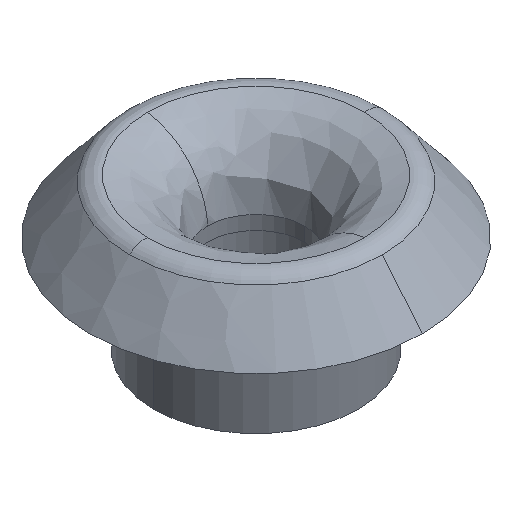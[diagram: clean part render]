
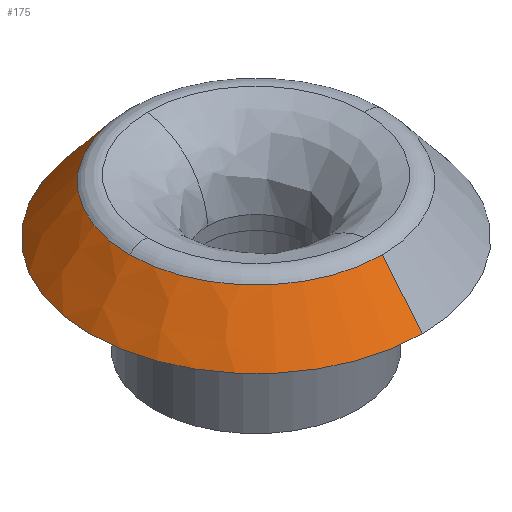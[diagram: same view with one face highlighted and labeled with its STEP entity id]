
A CAD part, isometric view. The second image highlights one B-rep face of the part: STEP entity #175.
In plain terms, the highlighted free-form (B-spline) face has degree [3, 3] with [4, 4] control points.
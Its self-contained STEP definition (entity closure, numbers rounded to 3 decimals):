
#12 = CARTESIAN_POINT ( 'NONE',  ( 0., 20.191, 123.996 ) ) ;
#15 = CARTESIAN_POINT ( 'NONE',  ( 0., 0., 126.016 ) ) ;
#16 = CARTESIAN_POINT ( 'NONE',  ( -44.205, -22.102, 121.654 ) ) ;
#22 = CARTESIAN_POINT ( 'NONE',  ( -47.893, 23.947, 119. ) ) ;
#31 = EDGE_CURVE ( 'NONE', #157, #289, #171, .T. ) ;
#52 = AXIS2_PLACEMENT_3D ( 'NONE', #163, #257, #113 ) ;
#68 = CARTESIAN_POINT ( 'NONE',  ( -36.445, 18.223, 126.016 ) ) ;
#70 = CARTESIAN_POINT ( 'NONE',  ( -44.205, 22.102, 121.654 ) ) ;
#113 = DIRECTION ( 'NONE',  ( 1., 0., 0. ) ) ;
#123 = EDGE_CURVE ( 'NONE', #594, #505, #325, .T. ) ;
#125 = CARTESIAN_POINT ( 'NONE',  ( -36.445, -18.223, 126.016 ) ) ;
#130 = CARTESIAN_POINT ( 'NONE',  ( 0., -23.947, 119. ) ) ;
#133 = CARTESIAN_POINT ( 'NONE',  ( 0., -18.223, 126.016 ) ) ;
#135 = CARTESIAN_POINT ( 'NONE',  ( 0., -22.102, 121.654 ) ) ;
#137 = CARTESIAN_POINT ( 'NONE',  ( 0., 23.947, 119. ) ) ;
#154 = CIRCLE ( 'NONE', #198, 18.223 ) ;
#156 = CARTESIAN_POINT ( 'NONE',  ( 0., 22.102, 121.654 ) ) ;
#157 = VERTEX_POINT ( 'NONE', #130 ) ;
#163 = CARTESIAN_POINT ( 'NONE',  ( 0., 0., 119. ) ) ;
#164 = ORIENTED_EDGE ( 'NONE', *, *, #219, .T. ) ;
#165 = CARTESIAN_POINT ( 'NONE',  ( -18.223, 0., 126.016 ) ) ;
#171 = CIRCLE ( 'NONE', #52, 23.947 ) ;
#175 = ADVANCED_FACE ( 'NONE', ( #635 ), #595, .F. ) ;
#198 = AXIS2_PLACEMENT_3D ( 'NONE', #15, #583, #476 ) ;
#219 = EDGE_CURVE ( 'NONE', #505, #241, #154, .T. ) ;
#221 = EDGE_LOOP ( 'NONE', ( #604, #273, #489, #164, #628 ) ) ;
#241 = VERTEX_POINT ( 'NONE', #638 ) ;
#257 = DIRECTION ( 'NONE',  ( 0., 0., -1. ) ) ;
#262 = CARTESIAN_POINT ( 'NONE',  ( 0., 0., 126.016 ) ) ;
#266 = CARTESIAN_POINT ( 'NONE',  ( 0., 23.947, 119. ) ) ;
#273 = ORIENTED_EDGE ( 'NONE', *, *, #590, .T. ) ;
#289 = VERTEX_POINT ( 'NONE', #137 ) ;
#297 = CARTESIAN_POINT ( 'NONE',  ( 0., 23.947, 119. ) ) ;
#313 = CARTESIAN_POINT ( 'NONE',  ( 0., -18.223, 126.016 ) ) ;
#325 = CIRCLE ( 'NONE', #584, 18.223 ) ;
#343 = CARTESIAN_POINT ( 'NONE',  ( 0., 18.223, 126.016 ) ) ;
#364 = CARTESIAN_POINT ( 'NONE',  ( 0., -20.191, 123.996 ) ) ;
#371 = CARTESIAN_POINT ( 'NONE',  ( 0., -18.223, 126.016 ) ) ;
#417 = CARTESIAN_POINT ( 'NONE',  ( -40.383, 20.191, 123.996 ) ) ;
#420 = CARTESIAN_POINT ( 'NONE',  ( 0., 22.102, 121.654 ) ) ;
#422 = DIRECTION ( 'NONE',  ( 0., 0., -1. ) ) ;
#427 = DIRECTION ( 'NONE',  ( 1., 0., 0. ) ) ;
#433 = EDGE_CURVE ( 'NONE', #289, #241, #469, .T. ) ;
#469 =( BOUNDED_CURVE ( )  B_SPLINE_CURVE ( 3, ( #297, #156, #500, #343 ),
 .UNSPECIFIED., .F., .F. ) 
 B_SPLINE_CURVE_WITH_KNOTS ( ( 4, 4 ),
 ( 5.761, 5.894 ),
 .UNSPECIFIED. ) 
 CURVE ( )  GEOMETRIC_REPRESENTATION_ITEM ( )  RATIONAL_B_SPLINE_CURVE ( ( 1., 0.999, 0.999, 1. ) ) 
 REPRESENTATION_ITEM ( '' )  );
#470 = CARTESIAN_POINT ( 'NONE',  ( -47.893, -23.947, 119. ) ) ;
#476 = DIRECTION ( 'NONE',  ( 1., 0., 0. ) ) ;
#489 = ORIENTED_EDGE ( 'NONE', *, *, #123, .T. ) ;
#500 = CARTESIAN_POINT ( 'NONE',  ( 0., 20.191, 123.996 ) ) ;
#505 = VERTEX_POINT ( 'NONE', #165 ) ;
#520 = CARTESIAN_POINT ( 'NONE',  ( 0., -23.947, 119. ) ) ;
#529 = CARTESIAN_POINT ( 'NONE',  ( 0., -23.947, 119. ) ) ;
#566 = CARTESIAN_POINT ( 'NONE',  ( 0., -22.102, 121.654 ) ) ;
#570 =( BOUNDED_CURVE ( )  B_SPLINE_CURVE ( 3, ( #520, #566, #633, #133 ),
 .UNSPECIFIED., .F., .T. ) 
 B_SPLINE_CURVE_WITH_KNOTS ( ( 4, 4 ),
 ( 5.761, 5.894 ),
 .UNSPECIFIED. ) 
 CURVE ( )  GEOMETRIC_REPRESENTATION_ITEM ( )  RATIONAL_B_SPLINE_CURVE ( ( 1., 0.999, 0.999, 1. ) ) 
 REPRESENTATION_ITEM ( '' )  );
#575 = CARTESIAN_POINT ( 'NONE',  ( -40.383, -20.191, 123.996 ) ) ;
#583 = DIRECTION ( 'NONE',  ( 0., 0., -1. ) ) ;
#584 = AXIS2_PLACEMENT_3D ( 'NONE', #262, #422, #427 ) ;
#590 = EDGE_CURVE ( 'NONE', #157, #594, #570, .T. ) ;
#594 = VERTEX_POINT ( 'NONE', #313 ) ;
#595 =( BOUNDED_SURFACE ( )  B_SPLINE_SURFACE ( 3, 3, ( 
 ( #266, #22, #470, #529 ),
 ( #420, #70, #16, #135 ),
 ( #12, #417, #575, #364 ),
 ( #641, #68, #125, #371 ) ),
 .UNSPECIFIED., .F., .F., .F. ) 
 B_SPLINE_SURFACE_WITH_KNOTS ( ( 4, 4 ),
 ( 4, 4 ),
 ( 0., 1. ),
 ( 0., 1. ),
 .UNSPECIFIED. ) 
 GEOMETRIC_REPRESENTATION_ITEM ( )  RATIONAL_B_SPLINE_SURFACE ( (
 ( 1., 0.333, 0.333, 1.),
 ( 0.999, 0.333, 0.333, 0.999),
 ( 0.999, 0.333, 0.333, 0.999),
 ( 1., 0.333, 0.333, 1.) ) ) 
 REPRESENTATION_ITEM ( '' )  SURFACE ( )  );
#604 = ORIENTED_EDGE ( 'NONE', *, *, #31, .F. ) ;
#628 = ORIENTED_EDGE ( 'NONE', *, *, #433, .F. ) ;
#633 = CARTESIAN_POINT ( 'NONE',  ( 0., -20.191, 123.996 ) ) ;
#635 = FACE_OUTER_BOUND ( 'NONE', #221, .T. ) ;
#638 = CARTESIAN_POINT ( 'NONE',  ( 0., 18.223, 126.016 ) ) ;
#641 = CARTESIAN_POINT ( 'NONE',  ( 0., 18.223, 126.016 ) ) ;
